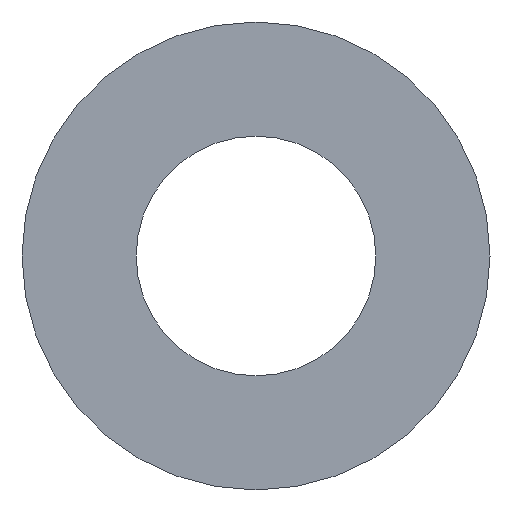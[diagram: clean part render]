
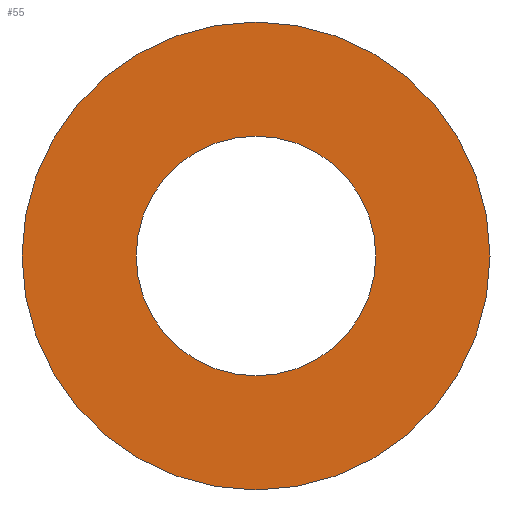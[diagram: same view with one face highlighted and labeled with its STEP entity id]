
A CAD part, front view. The second image highlights one B-rep face of the part: STEP entity #55.
In plain terms, the highlighted planar face has unit normal (0, -1, 0).
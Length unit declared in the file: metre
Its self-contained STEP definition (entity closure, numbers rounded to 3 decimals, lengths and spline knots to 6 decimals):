
#13=PLANE('',#76);
#20=ORIENTED_EDGE('',*,*,#23,.T.);
#21=ORIENTED_EDGE('',*,*,#25,.F.);
#23=EDGE_CURVE('',#27,#27,#31,.T.);
#25=EDGE_CURVE('',#29,#29,#33,.T.);
#27=VERTEX_POINT('',#100);
#29=VERTEX_POINT('',#105);
#31=CIRCLE('',#71,0.002075);
#33=CIRCLE('',#74,0.00405);
#40=EDGE_LOOP('',(#20));
#41=EDGE_LOOP('',(#21));
#48=FACE_BOUND('',#40,.T.);
#49=FACE_BOUND('',#41,.T.);
#55=ADVANCED_FACE('',(#48,#49),#13,.F.);
#71=AXIS2_PLACEMENT_3D('',#99,#83,#84);
#74=AXIS2_PLACEMENT_3D('',#104,#89,#90);
#76=AXIS2_PLACEMENT_3D('',#107,#93,#94);
#83=DIRECTION('',(0.,1.,0.));
#84=DIRECTION('',(0.,0.,1.));
#89=DIRECTION('',(0.,1.,0.));
#90=DIRECTION('',(0.,0.,1.));
#93=DIRECTION('',(0.,1.,0.));
#94=DIRECTION('',(1.,0.,0.));
#99=CARTESIAN_POINT('',(0.25,-0.0241,0.));
#100=CARTESIAN_POINT('',(0.25,-0.0241,0.002075));
#104=CARTESIAN_POINT('',(0.25,-0.0241,0.));
#105=CARTESIAN_POINT('',(0.25,-0.0241,0.00405));
#107=CARTESIAN_POINT('',(0.25,-0.0241,0.));
